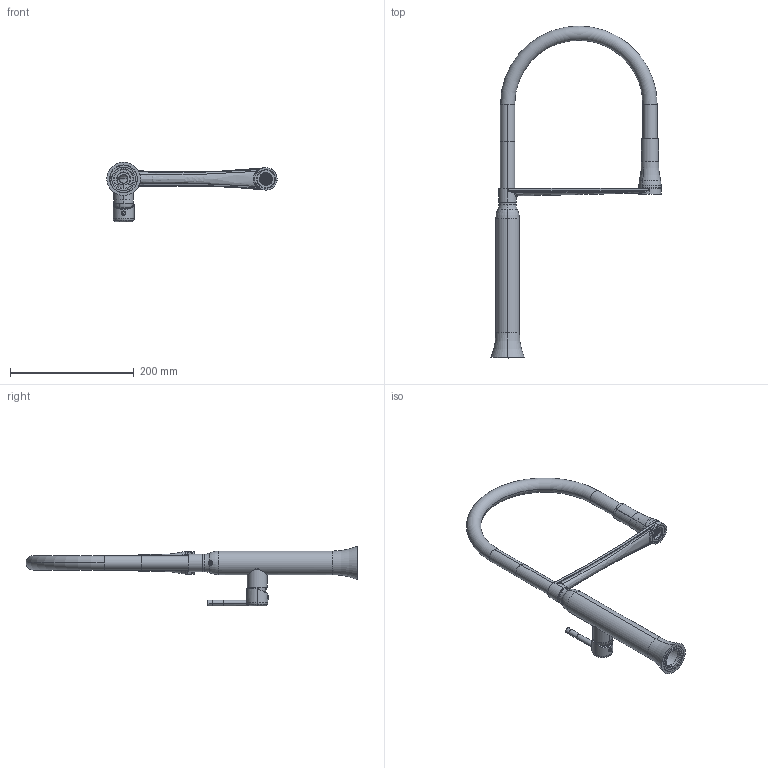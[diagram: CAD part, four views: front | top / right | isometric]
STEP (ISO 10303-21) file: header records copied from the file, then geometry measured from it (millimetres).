
FILE_DESCRIPTION (( 'STEP AP203' ), '1' );
FILE_NAME ('38EP04205.STEP', '2021-04-07T12:03:44', ( '' ), ( '' ), 'SwSTEP 2.0', 'SolidWorks 2018', '' );
FILE_SCHEMA (( 'CONFIG_CONTROL_DESIGN' ));
Length unit declared in the file: millimetre
Products named in the file (1): 38EP04205
Bounding box: 275 x 536.1 x 96.3 mm (x, y, z)
Volume: 292766 mm3; surface area: 183990.1 mm2
Topology: 16 solids, 16 shells, 917 faces, 2516 edges, 1623 vertices
Faces by surface type: plane 639, cylinder 161, torus 60, cone 33, bspline 22, sphere 2
Entity records: 31485 total; most frequent: CARTESIAN_POINT 7574, ORIENTED_EDGE 5020, DIRECTION 4759, EDGE_CURVE 2510, VECTOR 1879, LINE 1879, VERTEX_POINT 1623, AXIS2_PLACEMENT_3D 1440
